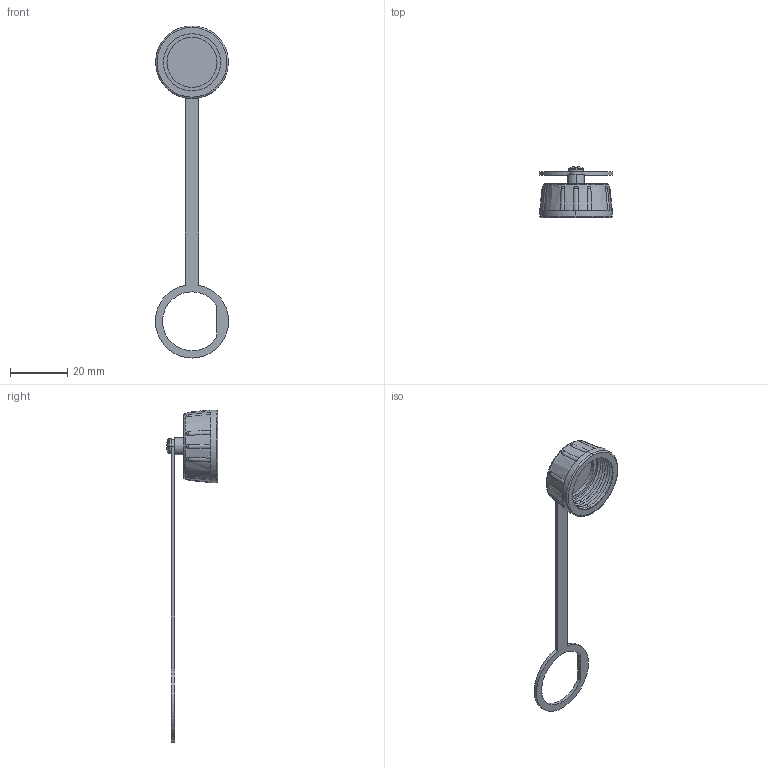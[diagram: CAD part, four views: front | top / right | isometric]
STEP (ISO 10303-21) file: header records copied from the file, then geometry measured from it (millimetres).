
FILE_DESCRIPTION (( 'STEP AP214' ), '1' );
FILE_NAME ('WPCVR-USB-1394.STEP', '2009-09-29T13:59:10', ( ' ' ), ( ' ' ), 'SwSTEP 2.0', 'SolidWorks 2008', '' );
FILE_SCHEMA (( 'AUTOMOTIVE_DESIGN' ));
Length unit declared in the file: inch
Products named in the file (4): WPCVR-USB-1394-MA3; WPCVR-USB-1394-MA1; WPCVR-USB-1394-MA2; WPCVR-USB-1394
Assembly tree (3 placements, depth 2):
  WPCVR-USB-1394
    WPCVR-USB-1394-MA3
    WPCVR-USB-1394-MA2
    WPCVR-USB-1394-MA1
Bounding box: 25.68 x 17.89 x 116.14 mm (x, y, z)
Volume: 3180.9 mm3; surface area: 4601.6 mm2
Topology: 3 solids, 3 shells, 184 faces, 439 edges, 265 vertices
Faces by surface type: cylinder 68, cone 56, plane 38, sphere 14, torus 4, bspline 4
Entity records: 6625 total; most frequent: CARTESIAN_POINT 1900, DIRECTION 937, ORIENTED_EDGE 874, EDGE_CURVE 437, AXIS2_PLACEMENT_3D 400, VERTEX_POINT 265, CIRCLE 214, EDGE_LOOP 194
